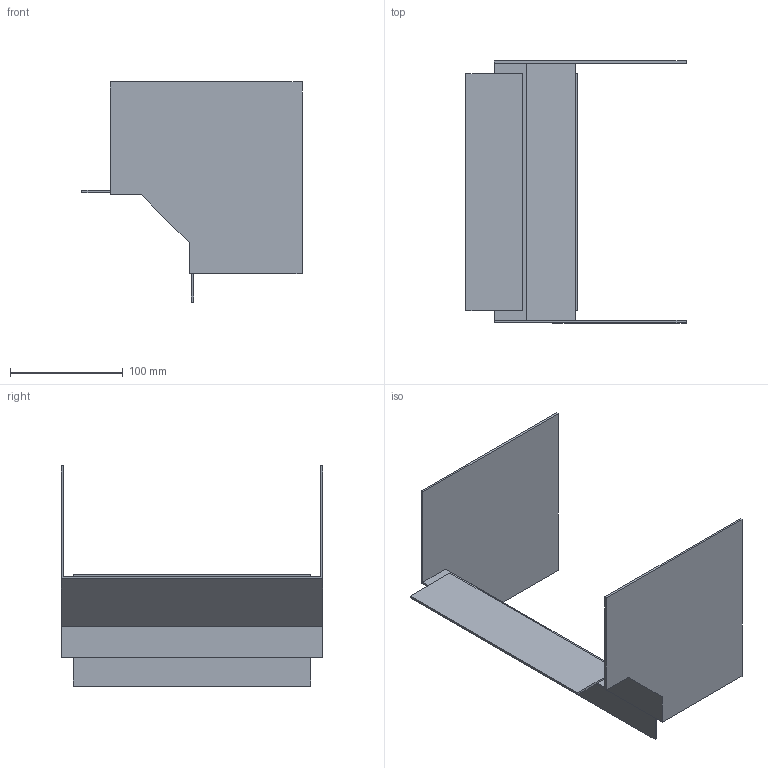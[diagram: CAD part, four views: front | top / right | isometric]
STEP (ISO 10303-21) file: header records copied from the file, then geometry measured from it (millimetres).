
FILE_DESCRIPTION (( 'STEP AP214' ), '1' );
FILE_NAME ('6192118.stp', '2017-05-19T10:05:47', ( '' ), ( '' ), 'SwSTEP 2.0', 'SolidWorks 2016', '' );
FILE_SCHEMA (( 'AUTOMOTIVE_DESIGN' ));
Length unit declared in the file: millimetre
Products named in the file (1): 6192118
Bounding box: 195 x 232 x 195 mm (x, y, z)
Volume: 194862.6 mm3; surface area: 179008 mm2
Topology: 1 solids, 1 shells, 28 faces, 74 edges, 48 vertices
Faces by surface type: plane 28
Entity records: 1188 total; most frequent: CARTESIAN_POINT 151, ORIENTED_EDGE 148, DIRECTION 132, EDGE_CURVE 74, LINE 74, VECTOR 74, VERTEX_POINT 48, UNCERTAINTY_MEASURE_WITH_UNIT 31
